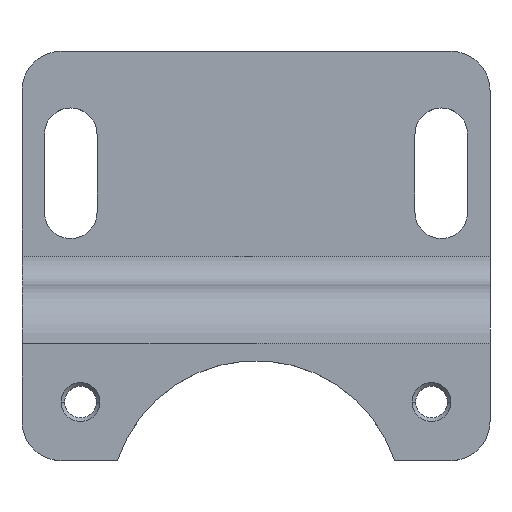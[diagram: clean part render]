
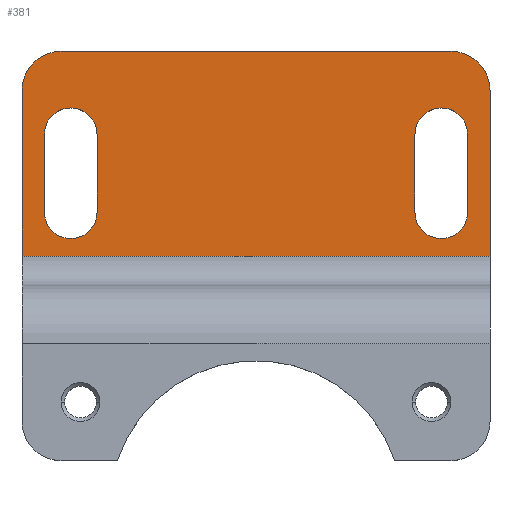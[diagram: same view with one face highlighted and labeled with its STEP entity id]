
A CAD part, top view. The second image highlights one B-rep face of the part: STEP entity #381.
In plain terms, the highlighted planar face has unit normal (0, 0, 1).
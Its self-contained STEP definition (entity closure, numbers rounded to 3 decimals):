
#18 = VERTEX_POINT ( 'NONE', #646 ) ;
#20 = VERTEX_POINT ( 'NONE', #331 ) ;
#31 = DIRECTION ( 'NONE',  ( 0., 1., 0. ) ) ;
#47 = EDGE_LOOP ( 'NONE', ( #55, #1052, #703, #484 ) ) ;
#55 = ORIENTED_EDGE ( 'NONE', *, *, #305, .T. ) ;
#60 = PLANE ( 'NONE',  #455 ) ;
#64 = VERTEX_POINT ( 'NONE', #943 ) ;
#82 = EDGE_CURVE ( 'NONE', #846, #18, #841, .T. ) ;
#85 = CARTESIAN_POINT ( 'NONE',  ( 21.7, 33.5, -17. ) ) ;
#91 = CIRCLE ( 'NONE', #1325, 4. ) ;
#101 = EDGE_CURVE ( 'NONE', #928, #20, #812, .T. ) ;
#105 = VERTEX_POINT ( 'NONE', #1269 ) ;
#110 = DIRECTION ( 'NONE',  ( 1., 0., 0. ) ) ;
#138 = CIRCLE ( 'NONE', #559, 4. ) ;
#152 = CARTESIAN_POINT ( 'NONE',  ( 24., 4., -17. ) ) ;
#190 = DIRECTION ( 'NONE',  ( -1., 0., 0. ) ) ;
#192 = EDGE_CURVE ( 'NONE', #528, #928, #1248, .T. ) ;
#222 = EDGE_CURVE ( 'NONE', #229, #528, #1231, .T. ) ;
#223 = CARTESIAN_POINT ( 'NONE',  ( 20., 42., -17. ) ) ;
#227 = CARTESIAN_POINT ( 'NONE',  ( -24., 38., -17. ) ) ;
#229 = VERTEX_POINT ( 'NONE', #465 ) ;
#234 = DIRECTION ( 'NONE',  ( 0., 0., -1. ) ) ;
#252 = EDGE_CURVE ( 'NONE', #571, #846, #138, .T. ) ;
#271 = DIRECTION ( 'NONE',  ( -1., 0., 0. ) ) ;
#274 = LINE ( 'NONE', #152, #306 ) ;
#288 = DIRECTION ( 'NONE',  ( 0., 1., 0. ) ) ;
#297 = VERTEX_POINT ( 'NONE', #787 ) ;
#305 = EDGE_CURVE ( 'NONE', #297, #1250, #1157, .T. ) ;
#306 = VECTOR ( 'NONE', #981, 1000. ) ;
#312 = CIRCLE ( 'NONE', #1303, 2.7 ) ;
#331 = CARTESIAN_POINT ( 'NONE',  ( 21.7, 25.5, -17. ) ) ;
#345 = DIRECTION ( 'NONE',  ( 0., 0., -1. ) ) ;
#353 = CARTESIAN_POINT ( 'NONE',  ( 16.3, 33.5, -17. ) ) ;
#357 = CARTESIAN_POINT ( 'NONE',  ( -24., 21., -17. ) ) ;
#360 = LINE ( 'NONE', #916, #1051 ) ;
#369 = CARTESIAN_POINT ( 'NONE',  ( -20., 42., -17. ) ) ;
#375 = FACE_BOUND ( 'NONE', #47, .T. ) ;
#381 = ADVANCED_FACE ( 'NONE', ( #654, #375, #408 ), #60, .F. ) ;
#387 = CARTESIAN_POINT ( 'NONE',  ( -19., 33.5, -17. ) ) ;
#392 = VERTEX_POINT ( 'NONE', #471 ) ;
#408 = FACE_OUTER_BOUND ( 'NONE', #550, .T. ) ;
#429 = DIRECTION ( 'NONE',  ( -1., 0., 0. ) ) ;
#430 = CARTESIAN_POINT ( 'NONE',  ( 21.7, 25.5, -17. ) ) ;
#432 = DIRECTION ( 'NONE',  ( -1., 0., 0. ) ) ;
#446 = DIRECTION ( 'NONE',  ( -1., 0., 0. ) ) ;
#447 = CARTESIAN_POINT ( 'NONE',  ( 19., 33.5, -17. ) ) ;
#452 = CARTESIAN_POINT ( 'NONE',  ( -24., 38., -17. ) ) ;
#455 = AXIS2_PLACEMENT_3D ( 'NONE', #1176, #481, #271 ) ;
#465 = CARTESIAN_POINT ( 'NONE',  ( 16.3, 25.5, -17. ) ) ;
#469 = EDGE_CURVE ( 'NONE', #105, #64, #360, .T. ) ;
#471 = CARTESIAN_POINT ( 'NONE',  ( 24., 21., -17. ) ) ;
#481 = DIRECTION ( 'NONE',  ( 0., 0., -1. ) ) ;
#484 = ORIENTED_EDGE ( 'NONE', *, *, #900, .T. ) ;
#522 = CARTESIAN_POINT ( 'NONE',  ( 19., 25.5, -17. ) ) ;
#528 = VERTEX_POINT ( 'NONE', #709 ) ;
#548 = VECTOR ( 'NONE', #1242, 1000. ) ;
#550 = EDGE_LOOP ( 'NONE', ( #898, #600, #631, #674, #736, #1061 ) ) ;
#555 = DIRECTION ( 'NONE',  ( 0., 0., -1. ) ) ;
#559 = AXIS2_PLACEMENT_3D ( 'NONE', #1159, #561, #1256 ) ;
#561 = DIRECTION ( 'NONE',  ( 0., 0., -1. ) ) ;
#571 = VERTEX_POINT ( 'NONE', #227 ) ;
#572 = EDGE_CURVE ( 'NONE', #18, #982, #91, .T. ) ;
#579 = AXIS2_PLACEMENT_3D ( 'NONE', #522, #705, #1314 ) ;
#587 = LINE ( 'NONE', #735, #1084 ) ;
#588 = ORIENTED_EDGE ( 'NONE', *, *, #101, .T. ) ;
#600 = ORIENTED_EDGE ( 'NONE', *, *, #606, .F. ) ;
#606 = EDGE_CURVE ( 'NONE', #392, #723, #587, .T. ) ;
#613 = DIRECTION ( 'NONE',  ( 0., 0., -1. ) ) ;
#631 = ORIENTED_EDGE ( 'NONE', *, *, #1217, .F. ) ;
#646 = CARTESIAN_POINT ( 'NONE',  ( 20., 42., -17. ) ) ;
#654 = FACE_BOUND ( 'NONE', #1101, .T. ) ;
#660 = AXIS2_PLACEMENT_3D ( 'NONE', #387, #613, #190 ) ;
#662 = EDGE_CURVE ( 'NONE', #1250, #105, #312, .T. ) ;
#674 = ORIENTED_EDGE ( 'NONE', *, *, #572, .F. ) ;
#688 = CARTESIAN_POINT ( 'NONE',  ( -16.3, 25.5, -17. ) ) ;
#703 = ORIENTED_EDGE ( 'NONE', *, *, #469, .T. ) ;
#705 = DIRECTION ( 'NONE',  ( 0., 0., -1. ) ) ;
#709 = CARTESIAN_POINT ( 'NONE',  ( 16.3, 33.5, -17. ) ) ;
#713 = CARTESIAN_POINT ( 'NONE',  ( 24., 38., -17. ) ) ;
#723 = VERTEX_POINT ( 'NONE', #357 ) ;
#735 = CARTESIAN_POINT ( 'NONE',  ( 45., 21., -17. ) ) ;
#736 = ORIENTED_EDGE ( 'NONE', *, *, #82, .F. ) ;
#765 = DIRECTION ( 'NONE',  ( 0., 1., 0. ) ) ;
#766 = CARTESIAN_POINT ( 'NONE',  ( -19., 25.5, -17. ) ) ;
#783 = DIRECTION ( 'NONE',  ( 0., -1., 0. ) ) ;
#787 = CARTESIAN_POINT ( 'NONE',  ( -16.3, 33.5, -17. ) ) ;
#812 = LINE ( 'NONE', #430, #548 ) ;
#841 = LINE ( 'NONE', #223, #1050 ) ;
#846 = VERTEX_POINT ( 'NONE', #369 ) ;
#891 = EDGE_CURVE ( 'NONE', #20, #229, #976, .T. ) ;
#898 = ORIENTED_EDGE ( 'NONE', *, *, #1224, .F. ) ;
#900 = EDGE_CURVE ( 'NONE', #64, #297, #1330, .T. ) ;
#914 = ORIENTED_EDGE ( 'NONE', *, *, #192, .T. ) ;
#916 = CARTESIAN_POINT ( 'NONE',  ( -21.7, 33.5, -17. ) ) ;
#927 = VECTOR ( 'NONE', #31, 1000. ) ;
#928 = VERTEX_POINT ( 'NONE', #85 ) ;
#939 = VECTOR ( 'NONE', #783, 1000. ) ;
#943 = CARTESIAN_POINT ( 'NONE',  ( -21.7, 33.5, -17. ) ) ;
#950 = CARTESIAN_POINT ( 'NONE',  ( 20., 38., -17. ) ) ;
#976 = CIRCLE ( 'NONE', #579, 2.7 ) ;
#981 = DIRECTION ( 'NONE',  ( 0., -1., 0. ) ) ;
#982 = VERTEX_POINT ( 'NONE', #713 ) ;
#1013 = AXIS2_PLACEMENT_3D ( 'NONE', #447, #234, #1063 ) ;
#1040 = ORIENTED_EDGE ( 'NONE', *, *, #222, .T. ) ;
#1048 = ORIENTED_EDGE ( 'NONE', *, *, #891, .T. ) ;
#1050 = VECTOR ( 'NONE', #110, 1000. ) ;
#1051 = VECTOR ( 'NONE', #288, 1000. ) ;
#1052 = ORIENTED_EDGE ( 'NONE', *, *, #662, .T. ) ;
#1061 = ORIENTED_EDGE ( 'NONE', *, *, #252, .F. ) ;
#1063 = DIRECTION ( 'NONE',  ( -1., 0., 0. ) ) ;
#1084 = VECTOR ( 'NONE', #432, 1000. ) ;
#1101 = EDGE_LOOP ( 'NONE', ( #1048, #1040, #914, #588 ) ) ;
#1122 = LINE ( 'NONE', #452, #1259 ) ;
#1157 = LINE ( 'NONE', #688, #939 ) ;
#1159 = CARTESIAN_POINT ( 'NONE',  ( -20., 38., -17. ) ) ;
#1176 = CARTESIAN_POINT ( 'NONE',  ( 45., 42., -17. ) ) ;
#1196 = CARTESIAN_POINT ( 'NONE',  ( -16.3, 25.5, -17. ) ) ;
#1217 = EDGE_CURVE ( 'NONE', #982, #392, #274, .T. ) ;
#1224 = EDGE_CURVE ( 'NONE', #723, #571, #1122, .T. ) ;
#1231 = LINE ( 'NONE', #353, #927 ) ;
#1242 = DIRECTION ( 'NONE',  ( 0., -1., 0. ) ) ;
#1248 = CIRCLE ( 'NONE', #1013, 2.7 ) ;
#1250 = VERTEX_POINT ( 'NONE', #1196 ) ;
#1256 = DIRECTION ( 'NONE',  ( -1., 0., 0. ) ) ;
#1259 = VECTOR ( 'NONE', #765, 1000. ) ;
#1269 = CARTESIAN_POINT ( 'NONE',  ( -21.7, 25.5, -17. ) ) ;
#1303 = AXIS2_PLACEMENT_3D ( 'NONE', #766, #345, #446 ) ;
#1314 = DIRECTION ( 'NONE',  ( -1., 0., 0. ) ) ;
#1325 = AXIS2_PLACEMENT_3D ( 'NONE', #950, #555, #429 ) ;
#1330 = CIRCLE ( 'NONE', #660, 2.7 ) ;
